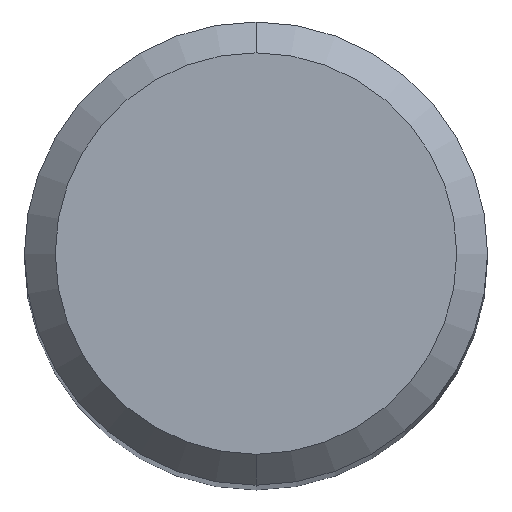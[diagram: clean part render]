
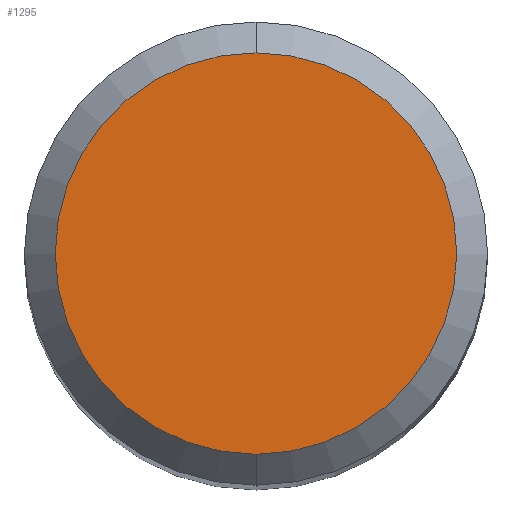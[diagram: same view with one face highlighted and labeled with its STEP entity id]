
A CAD part, top view. The second image highlights one B-rep face of the part: STEP entity #1295.
In plain terms, the highlighted planar face has unit normal (0, 0, 1).
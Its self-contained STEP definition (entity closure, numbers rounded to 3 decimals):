
#715=VERTEX_POINT('',#1711);
#771=EDGE_CURVE('',#795,#715,#1771,.T.);
#795=VERTEX_POINT('',#1797);
#1295=ADVANCED_FACE('',(#2345),#2346,.T.);
#1397=EDGE_CURVE('',#715,#795,#2455,.T.);
#1711=CARTESIAN_POINT('',(0.,-2.6,0.0));
#1771=CIRCLE('',#3866,2.6);
#1797=CARTESIAN_POINT('',(0.0,2.6,0.0));
#2345=FACE_OUTER_BOUND('',#7024,.T.);
#2346=PLANE('',#7025);
#2455=CIRCLE('',#7445,2.6);
#3866=AXIS2_PLACEMENT_3D('',#8391,#8392,#8393);
#7024=EDGE_LOOP('',(#9071,#9072));
#7025=AXIS2_PLACEMENT_3D('',#9073,#9074,#9075);
#7445=AXIS2_PLACEMENT_3D('',#9149,#9150,#9151);
#8391=CARTESIAN_POINT('',(0.0,0.0,0.0));
#8392=DIRECTION('',(0.0,0.0,-1.0));
#8393=DIRECTION('',(0.0,1.0,0.0));
#9071=ORIENTED_EDGE('',*,*,#771,.F.);
#9072=ORIENTED_EDGE('',*,*,#1397,.F.);
#9073=CARTESIAN_POINT('',(0.0,1.3,0.0));
#9074=DIRECTION('',(-0.0,0.0,1.0));
#9075=DIRECTION('',(0.0,-1.0,0.0));
#9149=CARTESIAN_POINT('',(0.0,0.0,0.0));
#9150=DIRECTION('',(0.0,0.0,-1.0));
#9151=DIRECTION('',(0.0,1.0,0.0));
